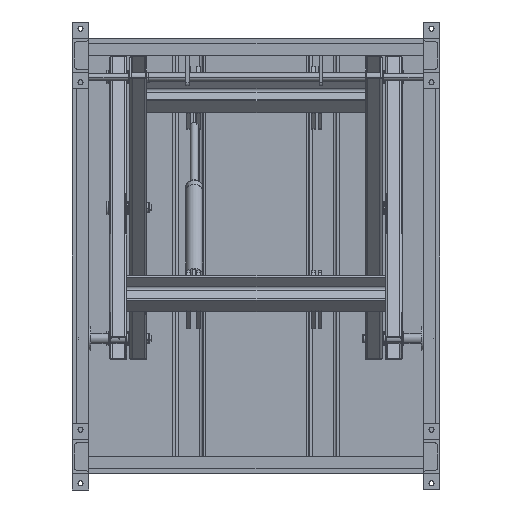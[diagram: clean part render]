
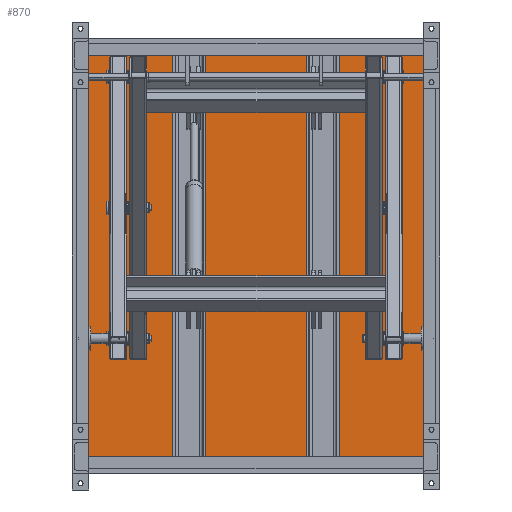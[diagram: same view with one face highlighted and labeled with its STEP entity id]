
A CAD part, front view. The second image highlights one B-rep face of the part: STEP entity #870.
In plain terms, the highlighted face is planar.
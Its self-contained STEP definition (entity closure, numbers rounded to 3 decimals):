
#490 = DIRECTION ( 'NONE',  ( 0., 0., -1. ) ) ;
#870 = ADVANCED_FACE ( 'NONE', ( #10824 ), #20968, .T. ) ;
#2852 = DIRECTION ( 'NONE',  ( 1., 0., 0. ) ) ;
#6525 = VERTEX_POINT ( 'NONE', #34397 ) ;
#6727 = VECTOR ( 'NONE', #35538, 1000. ) ;
#6757 = LINE ( 'NONE', #39467, #13662 ) ;
#6893 = EDGE_CURVE ( 'NONE', #10679, #6525, #6757, .T. ) ;
#7703 = CARTESIAN_POINT ( 'NONE',  ( 0., 1100., 0. ) ) ;
#8152 = ORIENTED_EDGE ( 'NONE', *, *, #6893, .F. ) ;
#8296 = ORIENTED_EDGE ( 'NONE', *, *, #25066, .F. ) ;
#9425 = LINE ( 'NONE', #23351, #26570 ) ;
#10679 = VERTEX_POINT ( 'NONE', #25617 ) ;
#10824 = FACE_OUTER_BOUND ( 'NONE', #36771, .T. ) ;
#13662 = VECTOR ( 'NONE', #42891, 1000. ) ;
#13899 = VECTOR ( 'NONE', #37627, 1000. ) ;
#17028 = ORIENTED_EDGE ( 'NONE', *, *, #25468, .F. ) ;
#20968 = PLANE ( 'NONE',  #26513 ) ;
#22398 = CARTESIAN_POINT ( 'NONE',  ( 0., 0., 0. ) ) ;
#22776 = ORIENTED_EDGE ( 'NONE', *, *, #43884, .F. ) ;
#23351 = CARTESIAN_POINT ( 'NONE',  ( 0., 0., 0. ) ) ;
#24422 = DIRECTION ( 'NONE',  ( -1., 0., 0. ) ) ;
#24935 = LINE ( 'NONE', #38970, #6727 ) ;
#25066 = EDGE_CURVE ( 'NONE', #27796, #10679, #9425, .T. ) ;
#25468 = EDGE_CURVE ( 'NONE', #44144, #27796, #24935, .T. ) ;
#25617 = CARTESIAN_POINT ( 'NONE',  ( 1300., 0., 0. ) ) ;
#26513 = AXIS2_PLACEMENT_3D ( 'NONE', #27724, #490, #24422 ) ;
#26570 = VECTOR ( 'NONE', #2852, 1000. ) ;
#27724 = CARTESIAN_POINT ( 'NONE',  ( 0., 0., 0. ) ) ;
#27796 = VERTEX_POINT ( 'NONE', #22398 ) ;
#34029 = CARTESIAN_POINT ( 'NONE',  ( 0., 1100., 0. ) ) ;
#34397 = CARTESIAN_POINT ( 'NONE',  ( 1300., 1100., 0. ) ) ;
#35538 = DIRECTION ( 'NONE',  ( 0., -1., 0. ) ) ;
#36771 = EDGE_LOOP ( 'NONE', ( #17028, #22776, #8152, #8296 ) ) ;
#37627 = DIRECTION ( 'NONE',  ( -1., 0., 0. ) ) ;
#38970 = CARTESIAN_POINT ( 'NONE',  ( 0., 0., 0. ) ) ;
#39467 = CARTESIAN_POINT ( 'NONE',  ( 1300., 0., 0. ) ) ;
#41205 = LINE ( 'NONE', #34029, #13899 ) ;
#42891 = DIRECTION ( 'NONE',  ( 0., 1., 0. ) ) ;
#43884 = EDGE_CURVE ( 'NONE', #6525, #44144, #41205, .T. ) ;
#44144 = VERTEX_POINT ( 'NONE', #7703 ) ;
